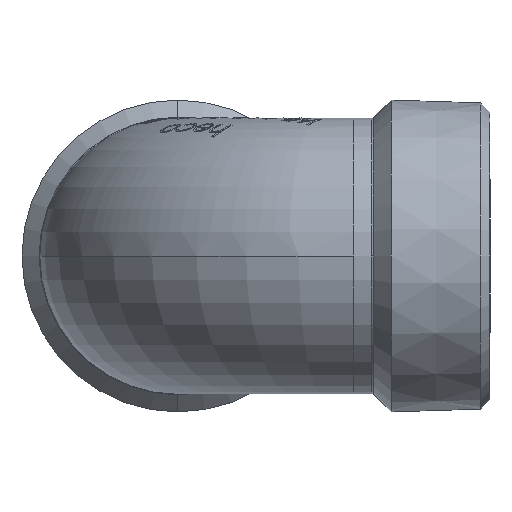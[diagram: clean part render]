
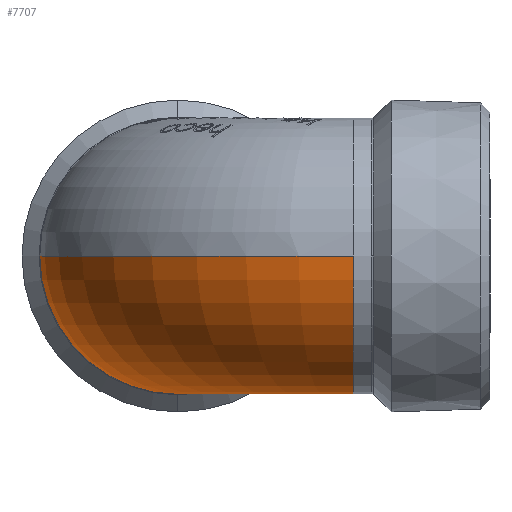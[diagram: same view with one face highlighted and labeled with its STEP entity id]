
A CAD part, left-side view. The second image highlights one B-rep face of the part: STEP entity #7707.
In plain terms, the highlighted toroidal (fillet/blend) face has major radius 27 mm and minor radius 21.2 mm.
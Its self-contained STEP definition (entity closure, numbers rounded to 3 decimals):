
#156 = CARTESIAN_POINT ( 'NONE',  ( 21.2, -27., 0. ) ) ;
#274 = EDGE_CURVE ( 'NONE', #11209, #5286, #1247, .T. ) ;
#278 = FACE_OUTER_BOUND ( 'NONE', #10331, .T. ) ;
#421 = ORIENTED_EDGE ( 'NONE', *, *, #9192, .F. ) ;
#460 = CARTESIAN_POINT ( 'NONE',  ( -21.2, -27., 0. ) ) ;
#745 = CARTESIAN_POINT ( 'NONE',  ( 27., -27., 0. ) ) ;
#1046 = EDGE_CURVE ( 'NONE', #5286, #10051, #2205, .T. ) ;
#1156 = DIRECTION ( 'NONE',  ( 1., 0., 0. ) ) ;
#1171 = AXIS2_PLACEMENT_3D ( 'NONE', #9514, #5040, #4245 ) ;
#1220 = AXIS2_PLACEMENT_3D ( 'NONE', #2260, #4960, #9398 ) ;
#1247 = CIRCLE ( 'NONE', #3623, 21.2 ) ;
#1312 = DIRECTION ( 'NONE',  ( 0., 0., 1. ) ) ;
#1448 = CIRCLE ( 'NONE', #11074, 48.2 ) ;
#1521 = DIRECTION ( 'NONE',  ( 0., 0., 1. ) ) ;
#1608 = CARTESIAN_POINT ( 'NONE',  ( 27., -21.2, 0. ) ) ;
#2205 = CIRCLE ( 'NONE', #1220, 21.2 ) ;
#2260 = CARTESIAN_POINT ( 'NONE',  ( 27., 0., 0. ) ) ;
#2476 = EDGE_CURVE ( 'NONE', #4357, #8411, #10500, .T. ) ;
#2947 = CARTESIAN_POINT ( 'NONE',  ( 27., 0., -21.2 ) ) ;
#3480 = DIRECTION ( 'NONE',  ( 0., 0., 1. ) ) ;
#3623 = AXIS2_PLACEMENT_3D ( 'NONE', #6915, #8703, #1521 ) ;
#4229 = CIRCLE ( 'NONE', #7715, 5.8 ) ;
#4245 = DIRECTION ( 'NONE',  ( 0., 0., 1. ) ) ;
#4263 = EDGE_CURVE ( 'NONE', #6885, #4357, #6532, .T. ) ;
#4353 = ORIENTED_EDGE ( 'NONE', *, *, #2476, .F. ) ;
#4357 = VERTEX_POINT ( 'NONE', #4437 ) ;
#4437 = CARTESIAN_POINT ( 'NONE',  ( 0., -27., -21.2 ) ) ;
#4537 = AXIS2_PLACEMENT_3D ( 'NONE', #11128, #5795, #1312 ) ;
#4660 = EDGE_CURVE ( 'NONE', #10051, #8411, #4229, .T. ) ;
#4806 = CARTESIAN_POINT ( 'NONE',  ( 27., -27., 0. ) ) ;
#4960 = DIRECTION ( 'NONE',  ( -1., 0., 0. ) ) ;
#5040 = DIRECTION ( 'NONE',  ( 0., -1., 0. ) ) ;
#5286 = VERTEX_POINT ( 'NONE', #2947 ) ;
#5795 = DIRECTION ( 'NONE',  ( 0., -1., 0. ) ) ;
#5870 = CARTESIAN_POINT ( 'NONE',  ( 27., -27., 0. ) ) ;
#6040 = ORIENTED_EDGE ( 'NONE', *, *, #274, .T. ) ;
#6532 = CIRCLE ( 'NONE', #1171, 21.2 ) ;
#6591 = ORIENTED_EDGE ( 'NONE', *, *, #4263, .F. ) ;
#6885 = VERTEX_POINT ( 'NONE', #460 ) ;
#6915 = CARTESIAN_POINT ( 'NONE',  ( 27., 0., 0. ) ) ;
#7691 = AXIS2_PLACEMENT_3D ( 'NONE', #745, #3480, #8137 ) ;
#7707 = ADVANCED_FACE ( 'NONE', ( #278 ), #9832, .T. ) ;
#7715 = AXIS2_PLACEMENT_3D ( 'NONE', #4806, #11047, #1156 ) ;
#8137 = DIRECTION ( 'NONE',  ( 1., 0., 0. ) ) ;
#8411 = VERTEX_POINT ( 'NONE', #156 ) ;
#8690 = DIRECTION ( 'NONE',  ( 1., 0., 0. ) ) ;
#8703 = DIRECTION ( 'NONE',  ( -1., 0., 0. ) ) ;
#9145 = CARTESIAN_POINT ( 'NONE',  ( 27., 21.2, 0. ) ) ;
#9192 = EDGE_CURVE ( 'NONE', #11209, #6885, #1448, .T. ) ;
#9264 = ORIENTED_EDGE ( 'NONE', *, *, #1046, .T. ) ;
#9398 = DIRECTION ( 'NONE',  ( 0., 0., 1. ) ) ;
#9514 = CARTESIAN_POINT ( 'NONE',  ( 0., -27., 0. ) ) ;
#9690 = ORIENTED_EDGE ( 'NONE', *, *, #4660, .T. ) ;
#9832 = TOROIDAL_SURFACE ( 'NONE', #7691, 27., 21.2 ) ;
#10051 = VERTEX_POINT ( 'NONE', #1608 ) ;
#10331 = EDGE_LOOP ( 'NONE', ( #421, #6040, #9264, #9690, #4353, #6591 ) ) ;
#10478 = DIRECTION ( 'NONE',  ( 0., 0., 1. ) ) ;
#10500 = CIRCLE ( 'NONE', #4537, 21.2 ) ;
#11047 = DIRECTION ( 'NONE',  ( 0., 0., 1. ) ) ;
#11074 = AXIS2_PLACEMENT_3D ( 'NONE', #5870, #10478, #8690 ) ;
#11128 = CARTESIAN_POINT ( 'NONE',  ( 0., -27., 0. ) ) ;
#11209 = VERTEX_POINT ( 'NONE', #9145 ) ;
